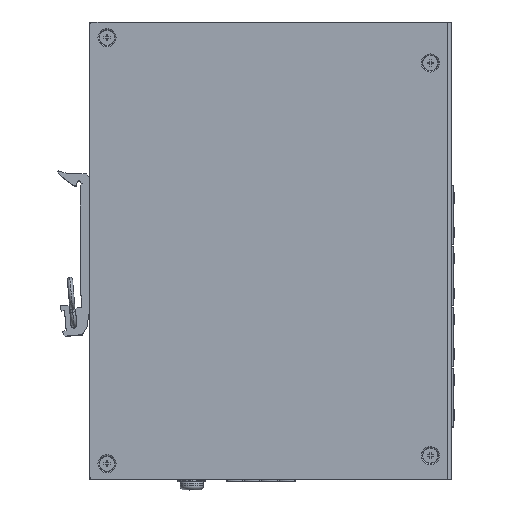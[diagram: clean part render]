
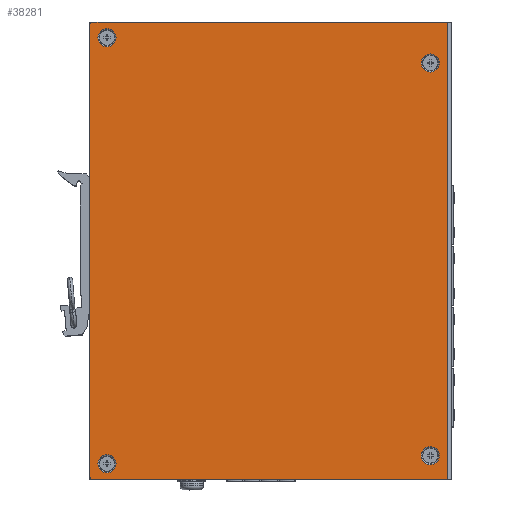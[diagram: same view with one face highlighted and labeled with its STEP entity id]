
A CAD part, top view. The second image highlights one B-rep face of the part: STEP entity #38281.
In plain terms, the highlighted face is planar.
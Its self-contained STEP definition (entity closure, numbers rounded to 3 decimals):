
#35971=DIRECTION('',(0.,-1.,0.));
#35972=VECTOR('',#35971,134.);
#35973=CARTESIAN_POINT('',(210.321,134.,-115.632));
#35974=LINE('',#35973,#35972);
#35987=CARTESIAN_POINT('',(210.321,133.,-219.532));
#35988=DIRECTION('',(-1.,0.,0.));
#35989=DIRECTION('',(0.,1.,0.));
#35990=AXIS2_PLACEMENT_3D('',#35987,#35988,#35989);
#35992=CARTESIAN_POINT('',(210.321,1.,-219.532));
#35993=DIRECTION('',(-1.,0.,0.));
#35994=DIRECTION('',(0.,0.,-1.));
#35995=AXIS2_PLACEMENT_3D('',#35992,#35993,#35994);
#35997=CARTESIAN_POINT('',(210.321,12.,-120.732));
#35998=DIRECTION('',(1.,0.,0.));
#35999=DIRECTION('',(0.,0.,1.));
#36000=AXIS2_PLACEMENT_3D('',#35997,#35998,#35999);
#36002=CARTESIAN_POINT('',(210.321,12.,-120.732));
#36003=DIRECTION('',(1.,0.,0.));
#36004=DIRECTION('',(0.,0.,-1.));
#36005=AXIS2_PLACEMENT_3D('',#36002,#36003,#36004);
#36007=CARTESIAN_POINT('',(210.321,127.,-120.732));
#36008=DIRECTION('',(1.,0.,0.));
#36009=DIRECTION('',(0.,0.,1.));
#36010=AXIS2_PLACEMENT_3D('',#36007,#36008,#36009);
#36012=CARTESIAN_POINT('',(210.321,127.,-120.732));
#36013=DIRECTION('',(1.,0.,0.));
#36014=DIRECTION('',(0.,0.,-1.));
#36015=AXIS2_PLACEMENT_3D('',#36012,#36013,#36014);
#36017=CARTESIAN_POINT('',(210.321,129.4,-215.432));
#36018=DIRECTION('',(1.,0.,0.));
#36019=DIRECTION('',(0.,0.,1.));
#36020=AXIS2_PLACEMENT_3D('',#36017,#36018,#36019);
#36022=CARTESIAN_POINT('',(210.321,129.4,-215.432));
#36023=DIRECTION('',(1.,0.,0.));
#36024=DIRECTION('',(0.,0.,-1.));
#36025=AXIS2_PLACEMENT_3D('',#36022,#36023,#36024);
#36027=CARTESIAN_POINT('',(210.321,4.6,
-215.432));
#36028=DIRECTION('',(1.,0.,0.));
#36029=DIRECTION('',(0.,0.,1.));
#36030=AXIS2_PLACEMENT_3D('',#36027,#36028,#36029);
#36032=CARTESIAN_POINT('',(210.321,4.6,
-215.432));
#36033=DIRECTION('',(1.,0.,0.));
#36034=DIRECTION('',(0.,0.,-1.));
#36035=AXIS2_PLACEMENT_3D('',#36032,#36033,#36034);
#36045=DIRECTION('',(0.,0.,1.));
#36046=VECTOR('',#36045,103.9);
#36047=CARTESIAN_POINT('',(210.321,134.,-219.532));
#36048=LINE('',#36047,#36046);
#36507=DIRECTION('',(0.,0.,-1.));
#36508=VECTOR('',#36507,103.9);
#36509=CARTESIAN_POINT('',(210.321,0.,-115.632));
#36510=LINE('',#36509,#36508);
#36519=DIRECTION('',(0.,1.,0.));
#36520=VECTOR('',#36519,132.);
#36521=CARTESIAN_POINT('',(210.321,1.,-220.532));
#36522=LINE('',#36521,#36520);
#37647=CARTESIAN_POINT('',(210.321,134.,-115.632));
#37648=CARTESIAN_POINT('',(210.321,0.,-115.632));
#37649=VERTEX_POINT('',#37647);
#37650=VERTEX_POINT('',#37648);
#37653=CARTESIAN_POINT('',(210.321,134.,-219.532));
#37654=CARTESIAN_POINT('',(210.321,133.,-220.532));
#37655=VERTEX_POINT('',#37653);
#37656=VERTEX_POINT('',#37654);
#37657=CARTESIAN_POINT('',(210.321,1.,-220.532));
#37658=VERTEX_POINT('',#37657);
#37659=CARTESIAN_POINT('',(210.321,0.,-219.532));
#37660=VERTEX_POINT('',#37659);
#37661=CARTESIAN_POINT('',(210.321,12.,-118.082));
#37662=CARTESIAN_POINT('',(210.321,12.,-123.382));
#37663=VERTEX_POINT('',#37661);
#37664=VERTEX_POINT('',#37662);
#37665=CARTESIAN_POINT('',(210.321,127.,-118.082));
#37666=CARTESIAN_POINT('',(210.321,127.,-123.382));
#37667=VERTEX_POINT('',#37665);
#37668=VERTEX_POINT('',#37666);
#37669=CARTESIAN_POINT('',(210.321,129.4,-212.782));
#37670=CARTESIAN_POINT('',(210.321,129.4,-218.082));
#37671=VERTEX_POINT('',#37669);
#37672=VERTEX_POINT('',#37670);
#37673=CARTESIAN_POINT('',(210.321,4.6,
-212.782));
#37674=CARTESIAN_POINT('',(210.321,4.6,
-218.082));
#37675=VERTEX_POINT('',#37673);
#37676=VERTEX_POINT('',#37674);
#38239=CARTESIAN_POINT('',(210.321,0.,-114.532));
#38240=DIRECTION('',(1.,0.,0.));
#38241=DIRECTION('',(0.,-1.,0.));
#38242=AXIS2_PLACEMENT_3D('',#38239,#38240,#38241);
#38243=PLANE('',#38242);
#38245=ORIENTED_EDGE('',*,*,#38244,.T.);
#38247=ORIENTED_EDGE('',*,*,#38246,.F.);
#38249=ORIENTED_EDGE('',*,*,#38248,.T.);
#38251=ORIENTED_EDGE('',*,*,#38250,.F.);
#38252=ORIENTED_EDGE('',*,*,#38226,.F.);
#38254=ORIENTED_EDGE('',*,*,#38253,.F.);
#38255=EDGE_LOOP('',(#38245,#38247,#38249,#38251,#38252,#38254));
#38256=FACE_OUTER_BOUND('',#38255,.F.);
#38258=ORIENTED_EDGE('',*,*,#38257,.T.);
#38260=ORIENTED_EDGE('',*,*,#38259,.T.);
#38261=EDGE_LOOP('',(#38258,#38260));
#38262=FACE_BOUND('',#38261,.F.);
#38264=ORIENTED_EDGE('',*,*,#38263,.T.);
#38266=ORIENTED_EDGE('',*,*,#38265,.T.);
#38267=EDGE_LOOP('',(#38264,#38266));
#38268=FACE_BOUND('',#38267,.F.);
#38270=ORIENTED_EDGE('',*,*,#38269,.T.);
#38272=ORIENTED_EDGE('',*,*,#38271,.T.);
#38273=EDGE_LOOP('',(#38270,#38272));
#38274=FACE_BOUND('',#38273,.F.);
#38276=ORIENTED_EDGE('',*,*,#38275,.T.);
#38278=ORIENTED_EDGE('',*,*,#38277,.T.);
#38279=EDGE_LOOP('',(#38276,#38278));
#38280=FACE_BOUND('',#38279,.F.);
#38281=ADVANCED_FACE('',(#38256,#38262,#38268,#38274,#38280),#38243,.T.);
#35991=CIRCLE('',#35990,1.);
#35996=CIRCLE('',#35995,1.);
#36001=CIRCLE('',#36000,2.65);
#36006=CIRCLE('',#36005,2.65);
#36011=CIRCLE('',#36010,2.65);
#36016=CIRCLE('',#36015,2.65);
#36021=CIRCLE('',#36020,2.65);
#36026=CIRCLE('',#36025,2.65);
#36031=CIRCLE('',#36030,2.65);
#36036=CIRCLE('',#36035,2.65);
#38226=EDGE_CURVE('',#37649,#37650,#35974,.T.);
#38244=EDGE_CURVE('',#37655,#37656,#35991,.T.);
#38246=EDGE_CURVE('',#37658,#37656,#36522,.T.);
#38248=EDGE_CURVE('',#37658,#37660,#35996,.T.);
#38250=EDGE_CURVE('',#37650,#37660,#36510,.T.);
#38253=EDGE_CURVE('',#37655,#37649,#36048,.T.);
#38257=EDGE_CURVE('',#37663,#37664,#36001,.T.);
#38259=EDGE_CURVE('',#37664,#37663,#36006,.T.);
#38263=EDGE_CURVE('',#37667,#37668,#36011,.T.);
#38265=EDGE_CURVE('',#37668,#37667,#36016,.T.);
#38269=EDGE_CURVE('',#37671,#37672,#36021,.T.);
#38271=EDGE_CURVE('',#37672,#37671,#36026,.T.);
#38275=EDGE_CURVE('',#37675,#37676,#36031,.T.);
#38277=EDGE_CURVE('',#37676,#37675,#36036,.T.);
